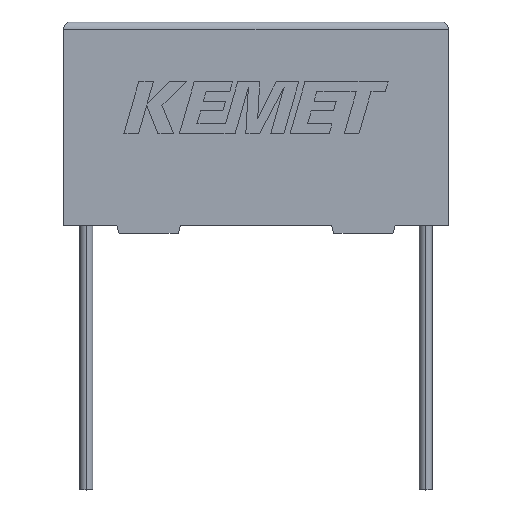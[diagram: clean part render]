
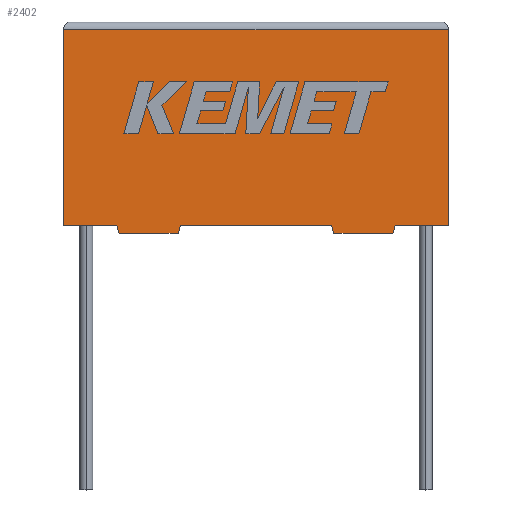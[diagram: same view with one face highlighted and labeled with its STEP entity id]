
A CAD part, top view. The second image highlights one B-rep face of the part: STEP entity #2402.
In plain terms, the highlighted planar face has unit normal (0, 0, 1).
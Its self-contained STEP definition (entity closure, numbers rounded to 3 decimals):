
#8 = LINE ( 'NONE', #2167, #820 ) ;
#20 = CARTESIAN_POINT ( 'NONE',  ( 3.69, -0.5, 5.5 ) ) ;
#82 = DIRECTION ( 'NONE',  ( 1., 0., 0. ) ) ;
#83 = CARTESIAN_POINT ( 'NONE',  ( 0., 0., 5.5 ) ) ;
#130 = EDGE_CURVE ( 'NONE', #2679, #218, #2292, .T. ) ;
#218 = VERTEX_POINT ( 'NONE', #886 ) ;
#235 = VERTEX_POINT ( 'NONE', #1383 ) ;
#329 = VECTOR ( 'NONE', #645, 1000. ) ;
#369 = CARTESIAN_POINT ( 'NONE',  ( 0., 0., 5.5 ) ) ;
#378 = CARTESIAN_POINT ( 'NONE',  ( 7.591, -0.5, 5.5 ) ) ;
#390 = DIRECTION ( 'NONE',  ( 0., 0., -1. ) ) ;
#401 = EDGE_CURVE ( 'NONE', #2679, #1284, #2157, .T. ) ;
#453 = VECTOR ( 'NONE', #491, 1000. ) ;
#488 = EDGE_CURVE ( 'NONE', #1074, #2685, #2026, .T. ) ;
#491 = DIRECTION ( 'NONE',  ( 0., -1., 0. ) ) ;
#531 = CARTESIAN_POINT ( 'NONE',  ( 21.96, 0., 5.5 ) ) ;
#552 = VECTOR ( 'NONE', #1353, 1000. ) ;
#554 = CARTESIAN_POINT ( 'NONE',  ( 7.591, -0.5, 5.5 ) ) ;
#586 = ORIENTED_EDGE ( 'NONE', *, *, #1541, .T. ) ;
#645 = DIRECTION ( 'NONE',  ( 0., 1., 0. ) ) ;
#745 = VERTEX_POINT ( 'NONE', #1471 ) ;
#808 = CARTESIAN_POINT ( 'NONE',  ( 17.909, -0.5, 5.5 ) ) ;
#820 = VECTOR ( 'NONE', #1622, 1000. ) ;
#838 = CARTESIAN_POINT ( 'NONE',  ( 3.54, 0., 5.5 ) ) ;
#861 = DIRECTION ( 'NONE',  ( 0.287, -0.958, 0. ) ) ;
#886 = CARTESIAN_POINT ( 'NONE',  ( 25.5, 0., 5.5 ) ) ;
#992 = ORIENTED_EDGE ( 'NONE', *, *, #488, .T. ) ;
#1025 = VECTOR ( 'NONE', #1267, 1000. ) ;
#1033 = CARTESIAN_POINT ( 'NONE',  ( 3.69, -0.5, 5.5 ) ) ;
#1038 = ORIENTED_EDGE ( 'NONE', *, *, #2809, .F. ) ;
#1074 = VERTEX_POINT ( 'NONE', #2633 ) ;
#1162 = EDGE_LOOP ( 'NONE', ( #2264, #1706, #2283, #586, #992, #2141, #2965, #3003, #1038, #3216, #1858, #1210 ) ) ;
#1205 = DIRECTION ( 'NONE',  ( 1., 0., 0. ) ) ;
#1208 = LINE ( 'NONE', #3131, #329 ) ;
#1210 = ORIENTED_EDGE ( 'NONE', *, *, #130, .T. ) ;
#1267 = DIRECTION ( 'NONE',  ( -0.287, -0.958, 0. ) ) ;
#1276 = DIRECTION ( 'NONE',  ( 1., 0., 0. ) ) ;
#1282 = DIRECTION ( 'NONE',  ( -0.287, 0.958, 0. ) ) ;
#1284 = VERTEX_POINT ( 'NONE', #1636 ) ;
#1353 = DIRECTION ( 'NONE',  ( -1., 0., 0. ) ) ;
#1383 = CARTESIAN_POINT ( 'NONE',  ( 17.759, 0., 5.5 ) ) ;
#1458 = LINE ( 'NONE', #83, #2642 ) ;
#1471 = CARTESIAN_POINT ( 'NONE',  ( 25.5, 13., 5.5 ) ) ;
#1535 = DIRECTION ( 'NONE',  ( 0.287, 0.958, 0. ) ) ;
#1541 = EDGE_CURVE ( 'NONE', #1591, #1074, #1458, .T. ) ;
#1583 = VECTOR ( 'NONE', #861, 1000. ) ;
#1591 = VERTEX_POINT ( 'NONE', #2828 ) ;
#1622 = DIRECTION ( 'NONE',  ( -1., 0., 0. ) ) ;
#1628 = VERTEX_POINT ( 'NONE', #1800 ) ;
#1629 = LINE ( 'NONE', #1033, #2467 ) ;
#1636 = CARTESIAN_POINT ( 'NONE',  ( 21.81, -0.5, 5.5 ) ) ;
#1667 = LINE ( 'NONE', #2736, #2258 ) ;
#1706 = ORIENTED_EDGE ( 'NONE', *, *, #2403, .T. ) ;
#1738 = PLANE ( 'NONE',  #3046 ) ;
#1762 = DIRECTION ( 'NONE',  ( 1., 0., 0. ) ) ;
#1800 = CARTESIAN_POINT ( 'NONE',  ( 7.741, 0., 5.5 ) ) ;
#1858 = ORIENTED_EDGE ( 'NONE', *, *, #401, .F. ) ;
#1992 = VECTOR ( 'NONE', #1535, 1000. ) ;
#2026 = LINE ( 'NONE', #838, #1583 ) ;
#2042 = VERTEX_POINT ( 'NONE', #378 ) ;
#2052 = LINE ( 'NONE', #2492, #453 ) ;
#2085 = EDGE_CURVE ( 'NONE', #3060, #1591, #2052, .T. ) ;
#2130 = CARTESIAN_POINT ( 'NONE',  ( 17.909, -0.5, 5.5 ) ) ;
#2141 = ORIENTED_EDGE ( 'NONE', *, *, #2740, .T. ) ;
#2157 = LINE ( 'NONE', #3047, #1025 ) ;
#2167 = CARTESIAN_POINT ( 'NONE',  ( 21.81, -0.5, 5.5 ) ) ;
#2181 = VECTOR ( 'NONE', #1282, 1000. ) ;
#2258 = VECTOR ( 'NONE', #1205, 1000. ) ;
#2264 = ORIENTED_EDGE ( 'NONE', *, *, #2487, .T. ) ;
#2283 = ORIENTED_EDGE ( 'NONE', *, *, #2085, .T. ) ;
#2292 = LINE ( 'NONE', #2359, #2667 ) ;
#2359 = CARTESIAN_POINT ( 'NONE',  ( 0., 0., 5.5 ) ) ;
#2360 = VERTEX_POINT ( 'NONE', #2130 ) ;
#2402 = ADVANCED_FACE ( 'NONE', ( #3110 ), #1738, .F. ) ;
#2403 = EDGE_CURVE ( 'NONE', #745, #3060, #3146, .T. ) ;
#2467 = VECTOR ( 'NONE', #1762, 1000. ) ;
#2487 = EDGE_CURVE ( 'NONE', #218, #745, #1208, .T. ) ;
#2492 = CARTESIAN_POINT ( 'NONE',  ( 0., 0., 5.5 ) ) ;
#2601 = EDGE_CURVE ( 'NONE', #1284, #2360, #8, .T. ) ;
#2617 = DIRECTION ( 'NONE',  ( -1., 0., 0. ) ) ;
#2633 = CARTESIAN_POINT ( 'NONE',  ( 3.54, 0., 5.5 ) ) ;
#2642 = VECTOR ( 'NONE', #1276, 1000. ) ;
#2667 = VECTOR ( 'NONE', #82, 1000. ) ;
#2679 = VERTEX_POINT ( 'NONE', #531 ) ;
#2685 = VERTEX_POINT ( 'NONE', #20 ) ;
#2709 = LINE ( 'NONE', #554, #1992 ) ;
#2736 = CARTESIAN_POINT ( 'NONE',  ( 0., 0., 5.5 ) ) ;
#2740 = EDGE_CURVE ( 'NONE', #2685, #2042, #1629, .T. ) ;
#2809 = EDGE_CURVE ( 'NONE', #2360, #235, #2866, .T. ) ;
#2828 = CARTESIAN_POINT ( 'NONE',  ( 0., 0., 5.5 ) ) ;
#2866 = LINE ( 'NONE', #808, #2181 ) ;
#2965 = ORIENTED_EDGE ( 'NONE', *, *, #3177, .T. ) ;
#3003 = ORIENTED_EDGE ( 'NONE', *, *, #3097, .T. ) ;
#3046 = AXIS2_PLACEMENT_3D ( 'NONE', #369, #390, #2617 ) ;
#3047 = CARTESIAN_POINT ( 'NONE',  ( 21.96, 0., 5.5 ) ) ;
#3060 = VERTEX_POINT ( 'NONE', #3100 ) ;
#3097 = EDGE_CURVE ( 'NONE', #1628, #235, #1667, .T. ) ;
#3100 = CARTESIAN_POINT ( 'NONE',  ( 0., 13., 5.5 ) ) ;
#3110 = FACE_OUTER_BOUND ( 'NONE', #1162, .T. ) ;
#3131 = CARTESIAN_POINT ( 'NONE',  ( 25.5, 0., 5.5 ) ) ;
#3143 = CARTESIAN_POINT ( 'NONE',  ( 0., 13., 5.5 ) ) ;
#3146 = LINE ( 'NONE', #3143, #552 ) ;
#3177 = EDGE_CURVE ( 'NONE', #2042, #1628, #2709, .T. ) ;
#3216 = ORIENTED_EDGE ( 'NONE', *, *, #2601, .F. ) ;
